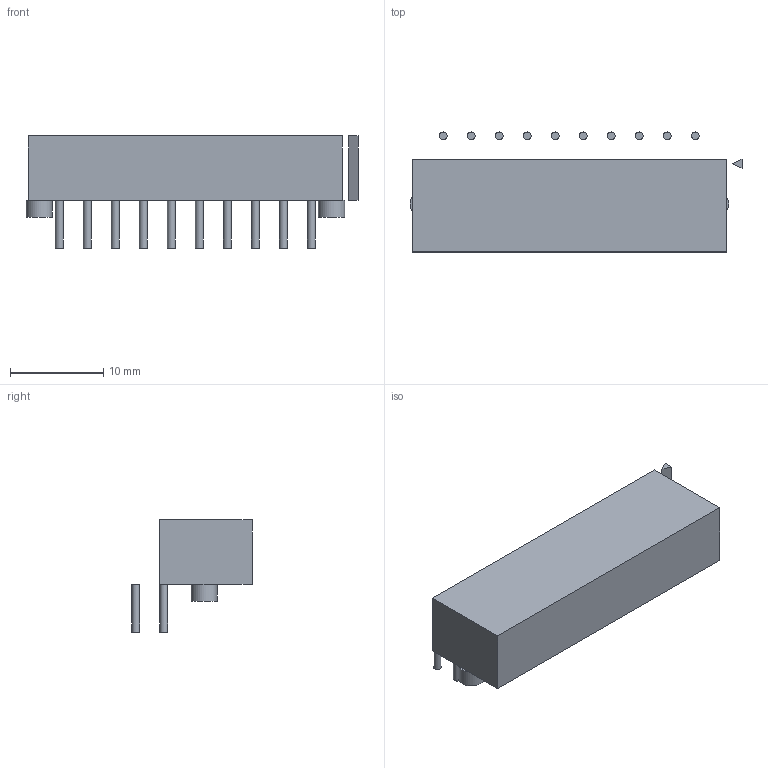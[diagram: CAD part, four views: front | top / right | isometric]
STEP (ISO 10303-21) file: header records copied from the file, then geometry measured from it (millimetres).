
FILE_DESCRIPTION(('FreeCAD Model'),'2;1');
FILE_NAME('11957726.1.1.stp','2021-05-03T15:17:54',( 'Author'),(''),'Open CASCADE STEP processor 6.9','FreeCAD','Unknown' );
FILE_SCHEMA(('AUTOMOTIVE_DESIGN { 1 0 10303 214 1 1 1 1 }'));
Length unit declared in the file: millimetre
Products named in the file (4): ASSEMBLY; Body; Lugs; Leads
Assembly tree (3 placements, depth 2):
  ASSEMBLY
    Body
    Lugs
    Leads
Bounding box: 35.56 x 12.87 x 12.02 mm (x, y, z)
Volume: 2387.1 mm3; surface area: 1633.4 mm2
Topology: 24 solids, 24 shells, 77 faces, 87 edges, 58 vertices
Faces by surface type: plane 55, cylinder 22
Full cylindrical faces by diameter (mm): 0.82 x20, 2.8 x2
Entity records: 2855 total; most frequent: DIRECTION 467, CARTESIAN_POINT 400, ORIENTED_EDGE 174, PCURVE 174, DEFINITIONAL_REPRESENTATION 174, LINE 173, VECTOR 173, AXIS2_PLACEMENT_3D 125
